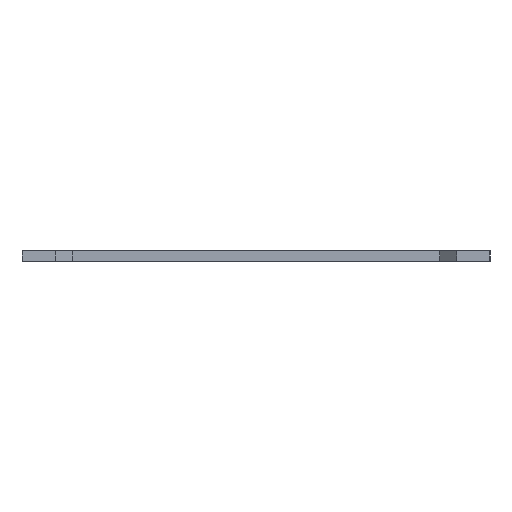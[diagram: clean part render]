
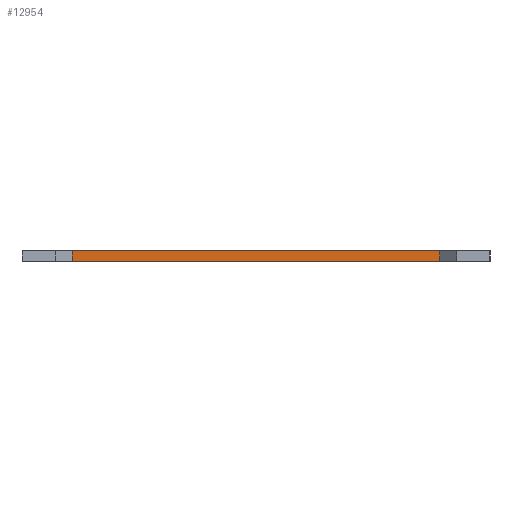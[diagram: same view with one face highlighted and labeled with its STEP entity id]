
A CAD part, left-side view. The second image highlights one B-rep face of the part: STEP entity #12954.
In plain terms, the highlighted planar face has unit normal (-1, 0, 0).
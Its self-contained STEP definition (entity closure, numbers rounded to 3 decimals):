
#55 = PLANE('',#56);
#56 = AXIS2_PLACEMENT_3D('',#57,#58,#59);
#57 = CARTESIAN_POINT('',(38.1,-60.96,0.));
#58 = DIRECTION('',(-0.707,-0.707,0.));
#59 = DIRECTION('',(-0.707,0.707,0.));
#83 = PLANE('',#84);
#84 = AXIS2_PLACEMENT_3D('',#85,#86,#87);
#85 = CARTESIAN_POINT('',(107.778,-88.9,1.6));
#86 = DIRECTION('',(-0.,-0.,-1.));
#87 = DIRECTION('',(-1.,0.,0.));
#137 = PLANE('',#138);
#138 = AXIS2_PLACEMENT_3D('',#139,#140,#141);
#139 = CARTESIAN_POINT('',(107.778,-88.9,0.));
#140 = DIRECTION('',(-0.,-0.,-1.));
#141 = DIRECTION('',(-1.,0.,0.));
#152 = EDGE_CURVE('',#153,#155,#157,.T.);
#153 = VERTEX_POINT('',#154);
#154 = CARTESIAN_POINT('',(38.1,-60.96,0.));
#155 = VERTEX_POINT('',#156);
#156 = CARTESIAN_POINT('',(38.1,-60.96,1.6));
#157 = SURFACE_CURVE('',#158,(#162,#169),.PCURVE_S1.);
#158 = LINE('',#159,#160);
#159 = CARTESIAN_POINT('',(38.1,-60.96,0.));
#160 = VECTOR('',#161,1.);
#161 = DIRECTION('',(0.,0.,1.));
#162 = PCURVE('',#55,#163);
#163 = DEFINITIONAL_REPRESENTATION('',(#164),#168);
#164 = LINE('',#165,#166);
#165 = CARTESIAN_POINT('',(0.,0.));
#166 = VECTOR('',#167,1.);
#167 = DIRECTION('',(0.,-1.));
#168 = ( GEOMETRIC_REPRESENTATION_CONTEXT(2) 
PARAMETRIC_REPRESENTATION_CONTEXT() REPRESENTATION_CONTEXT('2D SPACE',''
  ) );
#169 = PCURVE('',#170,#175);
#170 = PLANE('',#171);
#171 = AXIS2_PLACEMENT_3D('',#172,#173,#174);
#172 = CARTESIAN_POINT('',(38.1,-116.84,0.));
#173 = DIRECTION('',(-1.,0.,0.));
#174 = DIRECTION('',(0.,1.,0.));
#175 = DEFINITIONAL_REPRESENTATION('',(#176),#180);
#176 = LINE('',#177,#178);
#177 = CARTESIAN_POINT('',(55.88,0.));
#178 = VECTOR('',#179,1.);
#179 = DIRECTION('',(0.,-1.));
#180 = ( GEOMETRIC_REPRESENTATION_CONTEXT(2) 
PARAMETRIC_REPRESENTATION_CONTEXT() REPRESENTATION_CONTEXT('2D SPACE',''
  ) );
#414 = VERTEX_POINT('',#415);
#415 = CARTESIAN_POINT('',(38.1,-116.84,0.));
#429 = PLANE('',#430);
#430 = AXIS2_PLACEMENT_3D('',#431,#432,#433);
#431 = CARTESIAN_POINT('',(35.56,-119.38,0.));
#432 = DIRECTION('',(-0.707,0.707,0.));
#433 = DIRECTION('',(0.707,0.707,0.));
#441 = EDGE_CURVE('',#414,#153,#442,.T.);
#442 = SURFACE_CURVE('',#443,(#447,#454),.PCURVE_S1.);
#443 = LINE('',#444,#445);
#444 = CARTESIAN_POINT('',(38.1,-116.84,0.));
#445 = VECTOR('',#446,1.);
#446 = DIRECTION('',(0.,1.,0.));
#447 = PCURVE('',#137,#448);
#448 = DEFINITIONAL_REPRESENTATION('',(#449),#453);
#449 = LINE('',#450,#451);
#450 = CARTESIAN_POINT('',(69.678,-27.94));
#451 = VECTOR('',#452,1.);
#452 = DIRECTION('',(0.,1.));
#453 = ( GEOMETRIC_REPRESENTATION_CONTEXT(2) 
PARAMETRIC_REPRESENTATION_CONTEXT() REPRESENTATION_CONTEXT('2D SPACE',''
  ) );
#454 = PCURVE('',#170,#455);
#455 = DEFINITIONAL_REPRESENTATION('',(#456),#460);
#456 = LINE('',#457,#458);
#457 = CARTESIAN_POINT('',(0.,0.));
#458 = VECTOR('',#459,1.);
#459 = DIRECTION('',(1.,0.));
#460 = ( GEOMETRIC_REPRESENTATION_CONTEXT(2) 
PARAMETRIC_REPRESENTATION_CONTEXT() REPRESENTATION_CONTEXT('2D SPACE',''
  ) );
#7211 = VERTEX_POINT('',#7212);
#7212 = CARTESIAN_POINT('',(38.1,-116.84,1.6));
#7233 = EDGE_CURVE('',#7211,#155,#7234,.T.);
#7234 = SURFACE_CURVE('',#7235,(#7239,#7246),.PCURVE_S1.);
#7235 = LINE('',#7236,#7237);
#7236 = CARTESIAN_POINT('',(38.1,-116.84,1.6));
#7237 = VECTOR('',#7238,1.);
#7238 = DIRECTION('',(0.,1.,0.));
#7239 = PCURVE('',#83,#7240);
#7240 = DEFINITIONAL_REPRESENTATION('',(#7241),#7245);
#7241 = LINE('',#7242,#7243);
#7242 = CARTESIAN_POINT('',(69.678,-27.94));
#7243 = VECTOR('',#7244,1.);
#7244 = DIRECTION('',(0.,1.));
#7245 = ( GEOMETRIC_REPRESENTATION_CONTEXT(2) 
PARAMETRIC_REPRESENTATION_CONTEXT() REPRESENTATION_CONTEXT('2D SPACE',''
  ) );
#7246 = PCURVE('',#170,#7247);
#7247 = DEFINITIONAL_REPRESENTATION('',(#7248),#7252);
#7248 = LINE('',#7249,#7250);
#7249 = CARTESIAN_POINT('',(0.,-1.6));
#7250 = VECTOR('',#7251,1.);
#7251 = DIRECTION('',(1.,0.));
#7252 = ( GEOMETRIC_REPRESENTATION_CONTEXT(2) 
PARAMETRIC_REPRESENTATION_CONTEXT() REPRESENTATION_CONTEXT('2D SPACE',''
  ) );
#12954 = ADVANCED_FACE('',(#12955),#170,.T.);
#12955 = FACE_BOUND('',#12956,.T.);
#12956 = EDGE_LOOP('',(#12957,#12978,#12979,#12980));
#12957 = ORIENTED_EDGE('',*,*,#12958,.T.);
#12958 = EDGE_CURVE('',#414,#7211,#12959,.T.);
#12959 = SURFACE_CURVE('',#12960,(#12964,#12971),.PCURVE_S1.);
#12960 = LINE('',#12961,#12962);
#12961 = CARTESIAN_POINT('',(38.1,-116.84,0.));
#12962 = VECTOR('',#12963,1.);
#12963 = DIRECTION('',(0.,0.,1.));
#12964 = PCURVE('',#170,#12965);
#12965 = DEFINITIONAL_REPRESENTATION('',(#12966),#12970);
#12966 = LINE('',#12967,#12968);
#12967 = CARTESIAN_POINT('',(0.,0.));
#12968 = VECTOR('',#12969,1.);
#12969 = DIRECTION('',(0.,-1.));
#12970 = ( GEOMETRIC_REPRESENTATION_CONTEXT(2) 
PARAMETRIC_REPRESENTATION_CONTEXT() REPRESENTATION_CONTEXT('2D SPACE',''
  ) );
#12971 = PCURVE('',#429,#12972);
#12972 = DEFINITIONAL_REPRESENTATION('',(#12973),#12977);
#12973 = LINE('',#12974,#12975);
#12974 = CARTESIAN_POINT('',(3.592,0.));
#12975 = VECTOR('',#12976,1.);
#12976 = DIRECTION('',(0.,-1.));
#12977 = ( GEOMETRIC_REPRESENTATION_CONTEXT(2) 
PARAMETRIC_REPRESENTATION_CONTEXT() REPRESENTATION_CONTEXT('2D SPACE',''
  ) );
#12978 = ORIENTED_EDGE('',*,*,#7233,.T.);
#12979 = ORIENTED_EDGE('',*,*,#152,.F.);
#12980 = ORIENTED_EDGE('',*,*,#441,.F.);
